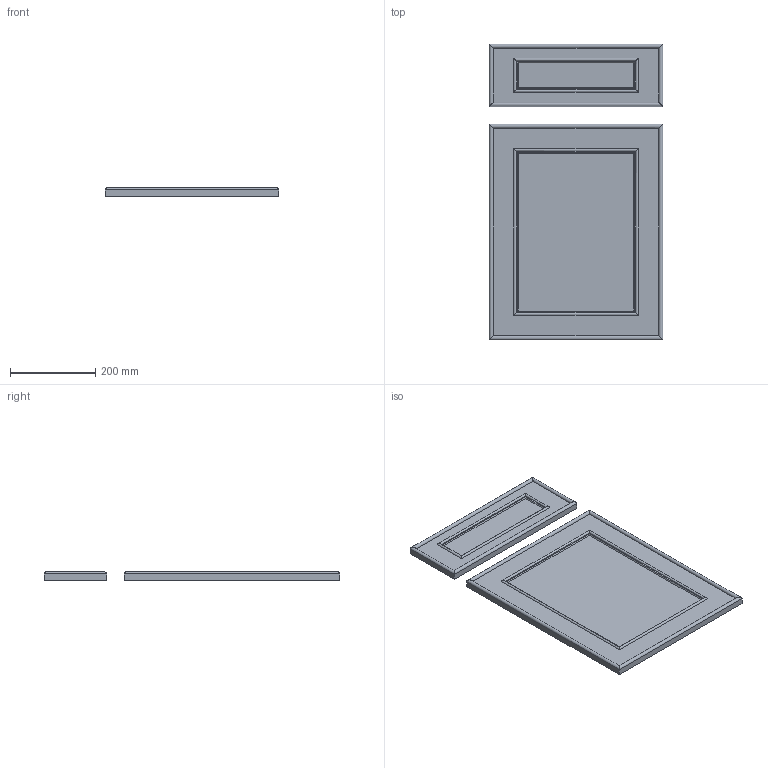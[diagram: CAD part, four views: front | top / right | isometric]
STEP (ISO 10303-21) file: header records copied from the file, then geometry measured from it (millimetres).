
FILE_DESCRIPTION(/* description */ ('','CAx-IF Rec.Pracs.---Representation and Presentation of Product Manufacturing Information (PMI)---4.0---2014-10-13'),/* implementation_level */ '2;1');
FILE_NAME(/* name */ 'S031 Fresno.step',/* time_stamp */ '2025-02-25T13:20:39-05:00',/* author */ (''),/* organization */ (''),/* preprocessor_version */ 'ST-DEVELOPER v20',/* originating_system */ 'Autodesk Translation Framework v13.20.0.188',/* authorisation */ '');
FILE_SCHEMA (('AP242_MANAGED_MODEL_BASED_3D_ENGINEERING_MIM_LF { 1 0 10303 442 1 1 4 }'));
Length unit declared in the file: inch
Products named in the file (1): S-31 | FRESNO
Bounding box: 406.4 x 692.15 x 18.91 mm (x, y, z)
Volume: 3517241.2 mm3; surface area: 596834.5 mm2
Topology: 2 solids, 2 shells, 56 faces, 152 edges, 88 vertices
Faces by surface type: plane 24, bspline 16, cylinder 16
Entity records: 2172 total; most frequent: CARTESIAN_POINT 841, ORIENTED_EDGE 272, DIRECTION 250, EDGE_CURVE 136, AXIS2_PLACEMENT_3D 89, VERTEX_POINT 88, LINE 72, VECTOR 72
